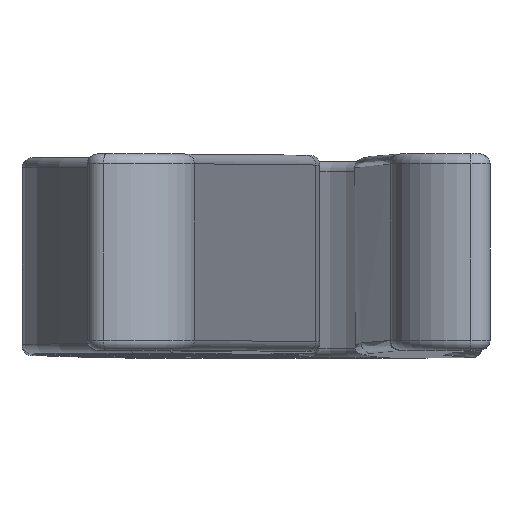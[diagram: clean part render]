
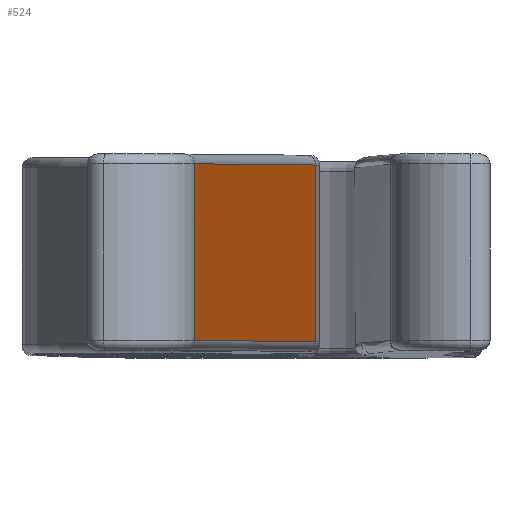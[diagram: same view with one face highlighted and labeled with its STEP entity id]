
A CAD part, top view. The second image highlights one B-rep face of the part: STEP entity #524.
In plain terms, the highlighted planar face has unit normal (0.986, 0, 0.17).
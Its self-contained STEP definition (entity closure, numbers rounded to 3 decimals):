
#86 = CARTESIAN_POINT ( 'NONE',  ( 0.762, 0.9, 9.447 ) ) ;
#202 = VERTEX_POINT ( 'NONE', #86 ) ;
#217 = LINE ( 'NONE', #1380, #1393 ) ;
#393 = VERTEX_POINT ( 'NONE', #711 ) ;
#523 = DIRECTION ( 'NONE',  ( 0.169, 0., -0.986 ) ) ;
#524 = ADVANCED_FACE ( 'NONE', ( #2733 ), #2572, .F. ) ;
#580 = LINE ( 'NONE', #2438, #2705 ) ;
#659 = ORIENTED_EDGE ( 'NONE', *, *, #2491, .F. ) ;
#710 = CARTESIAN_POINT ( 'NONE',  ( 1.998, 1., 2.26 ) ) ;
#711 = CARTESIAN_POINT ( 'NONE',  ( 1.998, 0.9, 2.26 ) ) ;
#808 = VECTOR ( 'NONE', #904, 1000. ) ;
#871 = DIRECTION ( 'NONE',  ( -0.169, 0., 0.986 ) ) ;
#904 = DIRECTION ( 'NONE',  ( 0., -1., 0. ) ) ;
#965 = CARTESIAN_POINT ( 'NONE',  ( 1.998, -0.9, 2.26 ) ) ;
#1147 = CARTESIAN_POINT ( 'NONE',  ( 1.998, -0.9, 2.26 ) ) ;
#1183 = ORIENTED_EDGE ( 'NONE', *, *, #1204, .T. ) ;
#1204 = EDGE_CURVE ( 'NONE', #202, #1996, #580, .T. ) ;
#1251 = CARTESIAN_POINT ( 'NONE',  ( 1.998, 1., 2.26 ) ) ;
#1380 = CARTESIAN_POINT ( 'NONE',  ( 1.998, 0.9, 2.26 ) ) ;
#1393 = VECTOR ( 'NONE', #871, 1000. ) ;
#1417 = EDGE_CURVE ( 'NONE', #1996, #1462, #1479, .T. ) ;
#1434 = DIRECTION ( 'NONE',  ( -0.986, 0., -0.169 ) ) ;
#1462 = VERTEX_POINT ( 'NONE', #1147 ) ;
#1479 = LINE ( 'NONE', #965, #1529 ) ;
#1529 = VECTOR ( 'NONE', #523, 1000. ) ;
#1538 = EDGE_CURVE ( 'NONE', #393, #202, #217, .T. ) ;
#1541 = DIRECTION ( 'NONE',  ( -0.169, 0., 0.986 ) ) ;
#1678 = ORIENTED_EDGE ( 'NONE', *, *, #1417, .T. ) ;
#1914 = CARTESIAN_POINT ( 'NONE',  ( 0.762, -0.9, 9.447 ) ) ;
#1996 = VERTEX_POINT ( 'NONE', #1914 ) ;
#2387 = DIRECTION ( 'NONE',  ( 0., -1., 0. ) ) ;
#2419 = AXIS2_PLACEMENT_3D ( 'NONE', #710, #1434, #1541 ) ;
#2438 = CARTESIAN_POINT ( 'NONE',  ( 0.762, 1., 9.447 ) ) ;
#2442 = LINE ( 'NONE', #1251, #808 ) ;
#2491 = EDGE_CURVE ( 'NONE', #393, #1462, #2442, .T. ) ;
#2572 = PLANE ( 'NONE',  #2419 ) ;
#2705 = VECTOR ( 'NONE', #2387, 1000. ) ;
#2733 = FACE_OUTER_BOUND ( 'NONE', #3028, .T. ) ;
#3028 = EDGE_LOOP ( 'NONE', ( #1183, #1678, #659, #3303 ) ) ;
#3303 = ORIENTED_EDGE ( 'NONE', *, *, #1538, .T. ) ;
